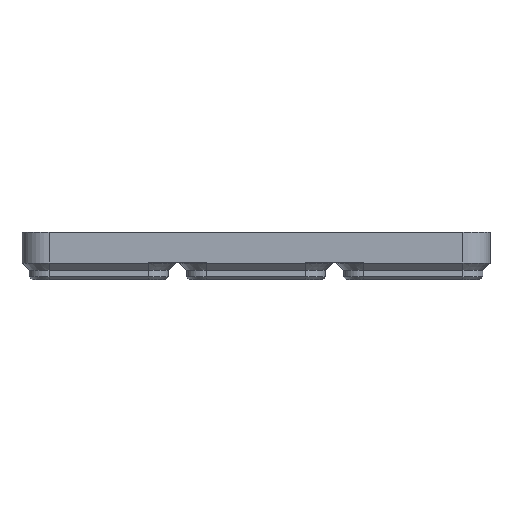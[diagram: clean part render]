
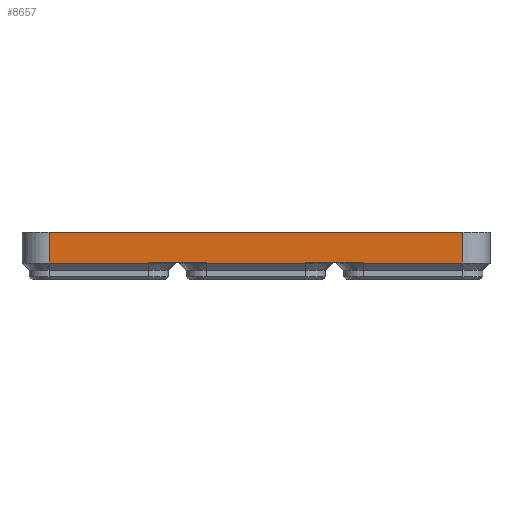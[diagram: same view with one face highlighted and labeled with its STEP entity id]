
A CAD part, left-side view. The second image highlights one B-rep face of the part: STEP entity #8657.
In plain terms, the highlighted planar face has unit normal (-1, 0, 0).
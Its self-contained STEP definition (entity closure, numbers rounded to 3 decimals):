
#391=LINE('',#13261,#1223);
#395=LINE('',#13277,#1227);
#440=LINE('',#13419,#1272);
#441=LINE('',#13425,#1273);
#442=LINE('',#13428,#1274);
#443=LINE('',#13429,#1275);
#444=LINE('',#13431,#1276);
#445=LINE('',#13432,#1277);
#446=LINE('',#13434,#1278);
#447=LINE('',#13436,#1279);
#448=LINE('',#13437,#1280);
#449=LINE('',#13439,#1281);
#1223=VECTOR('',#10350,1000.);
#1227=VECTOR('',#10362,1000.);
#1272=VECTOR('',#10471,1000.);
#1273=VECTOR('',#10478,1000.);
#1274=VECTOR('',#10479,1000.);
#1275=VECTOR('',#10480,1000.);
#1276=VECTOR('',#10481,1000.);
#1277=VECTOR('',#10482,1000.);
#1278=VECTOR('',#10483,1000.);
#1279=VECTOR('',#10484,1000.);
#1280=VECTOR('',#10485,1000.);
#1281=VECTOR('',#10486,1000.);
#2188=ORIENTED_EDGE('',*,*,#4813,.T.);
#2189=ORIENTED_EDGE('',*,*,#4814,.F.);
#2190=ORIENTED_EDGE('',*,*,#4810,.F.);
#2191=ORIENTED_EDGE('',*,*,#4815,.T.);
#2192=ORIENTED_EDGE('',*,*,#4816,.T.);
#2193=ORIENTED_EDGE('',*,*,#4738,.T.);
#2194=ORIENTED_EDGE('',*,*,#4817,.F.);
#2195=ORIENTED_EDGE('',*,*,#4818,.T.);
#2196=ORIENTED_EDGE('',*,*,#4819,.T.);
#2197=ORIENTED_EDGE('',*,*,#4730,.T.);
#2198=ORIENTED_EDGE('',*,*,#4820,.F.);
#2199=ORIENTED_EDGE('',*,*,#4821,.T.);
#4730=EDGE_CURVE('',#6047,#6046,#391,.T.);
#4738=EDGE_CURVE('',#6055,#6054,#395,.T.);
#4810=EDGE_CURVE('',#6120,#6121,#440,.T.);
#4813=EDGE_CURVE('',#6122,#6123,#441,.T.);
#4814=EDGE_CURVE('',#6121,#6123,#442,.T.);
#4815=EDGE_CURVE('',#6120,#6124,#443,.T.);
#4816=EDGE_CURVE('',#6124,#6055,#444,.T.);
#4817=EDGE_CURVE('',#6125,#6054,#445,.T.);
#4818=EDGE_CURVE('',#6125,#6126,#446,.T.);
#4819=EDGE_CURVE('',#6126,#6047,#447,.T.);
#4820=EDGE_CURVE('',#6127,#6046,#448,.T.);
#4821=EDGE_CURVE('',#6127,#6122,#449,.T.);
#6046=VERTEX_POINT('',#13260);
#6047=VERTEX_POINT('',#13262);
#6054=VERTEX_POINT('',#13276);
#6055=VERTEX_POINT('',#13278);
#6120=VERTEX_POINT('',#13420);
#6121=VERTEX_POINT('',#13421);
#6122=VERTEX_POINT('',#13426);
#6123=VERTEX_POINT('',#13427);
#6124=VERTEX_POINT('',#13430);
#6125=VERTEX_POINT('',#13433);
#6126=VERTEX_POINT('',#13435);
#6127=VERTEX_POINT('',#13438);
#7170=EDGE_LOOP('',(#2188,#2189,#2190,#2191,#2192,#2193,#2194,#2195,#2196,
#2197,#2198,#2199));
#7780=FACE_BOUND('',#7170,.T.);
#8385=PLANE('',#9280);
#8657=ADVANCED_FACE('',(#7780),#8385,.T.);
#9280=AXIS2_PLACEMENT_3D('',#13424,#10476,#10477);
#10350=DIRECTION('',(0.,-1.,0.));
#10362=DIRECTION('',(0.,-1.,0.));
#10471=DIRECTION('',(0.,0.,1.));
#10476=DIRECTION('',(-1.,0.,0.));
#10477=DIRECTION('',(0.,0.,1.));
#10478=DIRECTION('',(0.,0.,1.));
#10479=DIRECTION('',(0.,-1.,0.));
#10480=DIRECTION('',(0.,-1.,0.));
#10481=DIRECTION('',(0.,0.,1.));
#10482=DIRECTION('',(0.,0.,1.));
#10483=DIRECTION('',(0.,-1.,0.));
#10484=DIRECTION('',(0.,0.,1.));
#10485=DIRECTION('',(0.,0.,1.));
#10486=DIRECTION('',(0.,-1.,0.));
#13260=CARTESIAN_POINT('',(-62.5,-28.75,-1.));
#13261=CARTESIAN_POINT('',(-62.5,0.,-1.));
#13262=CARTESIAN_POINT('',(-62.5,-13.25,-1.));
#13276=CARTESIAN_POINT('',(-62.5,13.25,-1.));
#13277=CARTESIAN_POINT('',(-62.5,0.,-1.));
#13278=CARTESIAN_POINT('',(-62.5,28.75,-1.));
#13419=CARTESIAN_POINT('',(-62.5,55.25,-1.));
#13420=CARTESIAN_POINT('',(-62.5,55.25,-1.25));
#13421=CARTESIAN_POINT('',(-62.5,55.25,7.));
#13424=CARTESIAN_POINT('',(-62.5,0.,-1.));
#13425=CARTESIAN_POINT('',(-62.5,-55.25,-1.));
#13426=CARTESIAN_POINT('',(-62.5,-55.25,-1.25));
#13427=CARTESIAN_POINT('',(-62.5,-55.25,7.));
#13428=CARTESIAN_POINT('',(-62.5,0.,7.));
#13429=CARTESIAN_POINT('',(-62.5,84.,-1.25));
#13430=CARTESIAN_POINT('',(-62.5,28.75,-1.25));
#13431=CARTESIAN_POINT('',(-62.5,28.75,-3.15));
#13432=CARTESIAN_POINT('',(-62.5,13.25,-3.15));
#13433=CARTESIAN_POINT('',(-62.5,13.25,-1.25));
#13434=CARTESIAN_POINT('',(-62.5,42.,-1.25));
#13435=CARTESIAN_POINT('',(-62.5,-13.25,-1.25));
#13436=CARTESIAN_POINT('',(-62.5,-13.25,-3.15));
#13437=CARTESIAN_POINT('',(-62.5,-28.75,-3.15));
#13438=CARTESIAN_POINT('',(-62.5,-28.75,-1.25));
#13439=CARTESIAN_POINT('',(-62.5,0.,-1.25));
